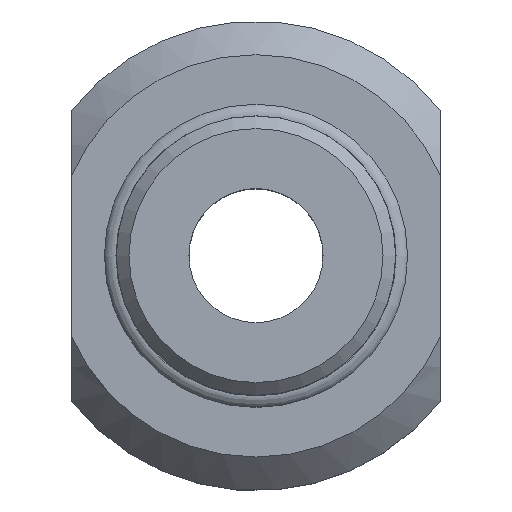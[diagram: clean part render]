
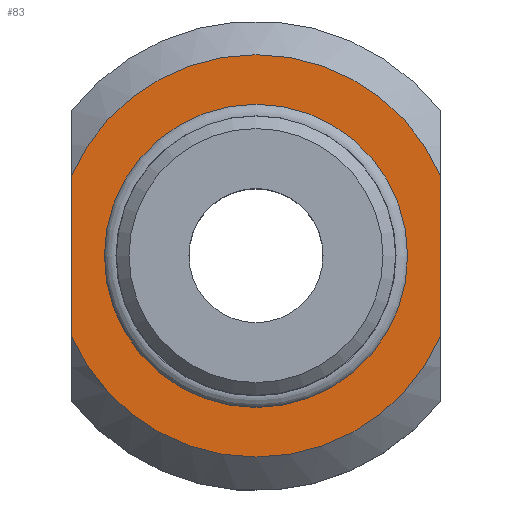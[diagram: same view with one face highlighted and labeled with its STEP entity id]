
A CAD part, top view. The second image highlights one B-rep face of the part: STEP entity #83.
In plain terms, the highlighted planar face has unit normal (0, 0, 1).
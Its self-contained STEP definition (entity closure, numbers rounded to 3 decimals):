
#83 = ADVANCED_FACE( '', ( #122, #123 ), #124, .F. );
#122 = FACE_BOUND( '', #194, .T. );
#123 = FACE_OUTER_BOUND( '', #195, .T. );
#124 = PLANE( '', #196 );
#194 = EDGE_LOOP( '', ( #299 ) );
#195 = EDGE_LOOP( '', ( #300, #301, #302, #303 ) );
#196 = AXIS2_PLACEMENT_3D( '', #304, #305, #306 );
#299 = ORIENTED_EDGE( '', *, *, #419, .F. );
#300 = ORIENTED_EDGE( '', *, *, #403, .F. );
#301 = ORIENTED_EDGE( '', *, *, #412, .T. );
#302 = ORIENTED_EDGE( '', *, *, #420, .T. );
#303 = ORIENTED_EDGE( '', *, *, #417, .T. );
#304 = CARTESIAN_POINT( '', ( 0., -9.5, -10. ) );
#305 = DIRECTION( '', ( 0., 0., -1. ) );
#306 = DIRECTION( '', ( -1., 0., 0. ) );
#403 = EDGE_CURVE( '', #444, #446, #447, .T. );
#412 = EDGE_CURVE( '', #444, #461, #462, .F. );
#417 = EDGE_CURVE( '', #470, #446, #471, .F. );
#419 = EDGE_CURVE( '', #473, #473, #474, .F. );
#420 = EDGE_CURVE( '', #461, #470, #475, .T. );
#444 = VERTEX_POINT( '', #514 );
#446 = VERTEX_POINT( '', #521 );
#447 = LINE( '', #522, #523 );
#461 = VERTEX_POINT( '', #545 );
#462 = CIRCLE( '', #546, 12. );
#470 = VERTEX_POINT( '', #559 );
#471 = CIRCLE( '', #560, 12. );
#473 = VERTEX_POINT( '', #567 );
#474 = CIRCLE( '', #568, 9.043 );
#475 = LINE( '', #569, #570 );
#514 = CARTESIAN_POINT( '', ( -11., -4.796, -10. ) );
#521 = CARTESIAN_POINT( '', ( -11., 4.796, -10. ) );
#522 = CARTESIAN_POINT( '', ( -11., -9.5, -10. ) );
#523 = VECTOR( '', #607, 1000. );
#545 = CARTESIAN_POINT( '', ( 11., -4.796, -10. ) );
#546 = AXIS2_PLACEMENT_3D( '', #623, #624, #625 );
#559 = CARTESIAN_POINT( '', ( 11., 4.796, -10. ) );
#560 = AXIS2_PLACEMENT_3D( '', #635, #636, #637 );
#567 = CARTESIAN_POINT( '', ( 9.043, 0., -10. ) );
#568 = AXIS2_PLACEMENT_3D( '', #638, #639, #640 );
#569 = CARTESIAN_POINT( '', ( 11., -9.5, -10. ) );
#570 = VECTOR( '', #641, 1000. );
#607 = DIRECTION( '', ( 0., 1., 0. ) );
#623 = CARTESIAN_POINT( '', ( 0., 0., -10. ) );
#624 = DIRECTION( '', ( 0., 0., -1. ) );
#625 = DIRECTION( '', ( -1., 0., 0. ) );
#635 = CARTESIAN_POINT( '', ( 0., 0., -10. ) );
#636 = DIRECTION( '', ( 0., 0., -1. ) );
#637 = DIRECTION( '', ( -1., 0., 0. ) );
#638 = CARTESIAN_POINT( '', ( 0., 0., -10. ) );
#639 = DIRECTION( '', ( 0., 0., -1. ) );
#640 = DIRECTION( '', ( 1., 0., 0. ) );
#641 = DIRECTION( '', ( 0., 1., 0. ) );
